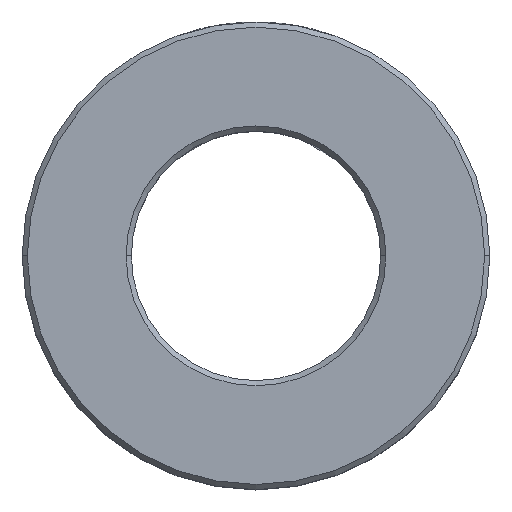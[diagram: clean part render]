
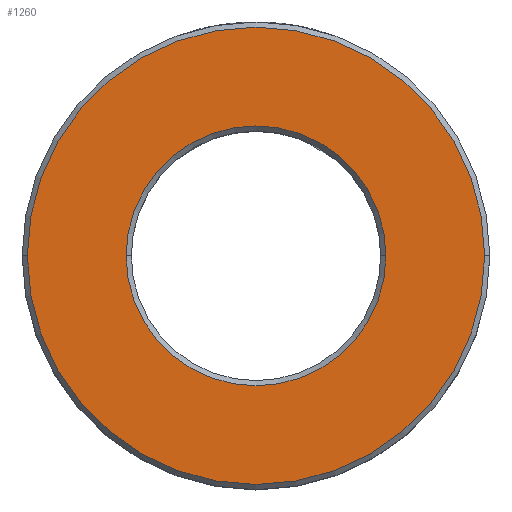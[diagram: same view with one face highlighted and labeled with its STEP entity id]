
A CAD part, top view. The second image highlights one B-rep face of the part: STEP entity #1260.
In plain terms, the highlighted planar face has unit normal (0, 0, 1).
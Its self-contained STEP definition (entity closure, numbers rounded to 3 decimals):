
#24 = CARTESIAN_POINT ( 'NONE',  ( 0., 0., 4.5 ) ) ;
#59 = CIRCLE ( 'NONE', #1504, 3.125 ) ;
#63 = VERTEX_POINT ( 'NONE', #481 ) ;
#149 = DIRECTION ( 'NONE',  ( 0., 0., 1. ) ) ;
#190 = CARTESIAN_POINT ( 'NONE',  ( 0., 0., 4.5 ) ) ;
#249 = FACE_OUTER_BOUND ( 'NONE', #1627, .T. ) ;
#270 = CARTESIAN_POINT ( 'NONE',  ( 0., 0., 4.5 ) ) ;
#316 = EDGE_CURVE ( 'NONE', #63, #496, #1370, .T. ) ;
#407 = ORIENTED_EDGE ( 'NONE', *, *, #678, .T. ) ;
#410 = ORIENTED_EDGE ( 'NONE', *, *, #1600, .T. ) ;
#446 = DIRECTION ( 'NONE',  ( 0., 0., 1. ) ) ;
#455 = CARTESIAN_POINT ( 'NONE',  ( 0., 0., 4.5 ) ) ;
#481 = CARTESIAN_POINT ( 'NONE',  ( -3.125, 0., 4.5 ) ) ;
#496 = VERTEX_POINT ( 'NONE', #1727 ) ;
#498 = AXIS2_PLACEMENT_3D ( 'NONE', #455, #1276, #584 ) ;
#553 = DIRECTION ( 'NONE',  ( 0., 0., -1. ) ) ;
#584 = DIRECTION ( 'NONE',  ( 1., 0., 0. ) ) ;
#677 = DIRECTION ( 'NONE',  ( 1., 0., 0. ) ) ;
#678 = EDGE_CURVE ( 'NONE', #496, #63, #59, .T. ) ;
#744 = AXIS2_PLACEMENT_3D ( 'NONE', #1041, #894, #1738 ) ;
#749 = DIRECTION ( 'NONE',  ( 1., 0., 0. ) ) ;
#780 = EDGE_LOOP ( 'NONE', ( #407, #1327 ) ) ;
#824 = CARTESIAN_POINT ( 'NONE',  ( -5.5, 0., 4.5 ) ) ;
#879 = ORIENTED_EDGE ( 'NONE', *, *, #1747, .T. ) ;
#894 = DIRECTION ( 'NONE',  ( 0., 0., -1. ) ) ;
#962 = AXIS2_PLACEMENT_3D ( 'NONE', #190, #446, #749 ) ;
#990 = AXIS2_PLACEMENT_3D ( 'NONE', #24, #149, #1650 ) ;
#1041 = CARTESIAN_POINT ( 'NONE',  ( 0., 0., 4.5 ) ) ;
#1155 = CIRCLE ( 'NONE', #990, 5.5 ) ;
#1260 = ADVANCED_FACE ( 'NONE', ( #1589, #249 ), #1284, .T. ) ;
#1276 = DIRECTION ( 'NONE',  ( 0., 0., 1. ) ) ;
#1284 = PLANE ( 'NONE',  #962 ) ;
#1321 = CIRCLE ( 'NONE', #498, 5.5 ) ;
#1327 = ORIENTED_EDGE ( 'NONE', *, *, #316, .T. ) ;
#1345 = CARTESIAN_POINT ( 'NONE',  ( 5.5, 0., 4.5 ) ) ;
#1370 = CIRCLE ( 'NONE', #744, 3.125 ) ;
#1504 = AXIS2_PLACEMENT_3D ( 'NONE', #270, #553, #677 ) ;
#1549 = VERTEX_POINT ( 'NONE', #1345 ) ;
#1589 = FACE_BOUND ( 'NONE', #780, .T. ) ;
#1600 = EDGE_CURVE ( 'NONE', #1549, #1655, #1155, .T. ) ;
#1627 = EDGE_LOOP ( 'NONE', ( #879, #410 ) ) ;
#1650 = DIRECTION ( 'NONE',  ( 1., 0., 0. ) ) ;
#1655 = VERTEX_POINT ( 'NONE', #824 ) ;
#1727 = CARTESIAN_POINT ( 'NONE',  ( 3.125, 0., 4.5 ) ) ;
#1738 = DIRECTION ( 'NONE',  ( 1., 0., 0. ) ) ;
#1747 = EDGE_CURVE ( 'NONE', #1655, #1549, #1321, .T. ) ;
